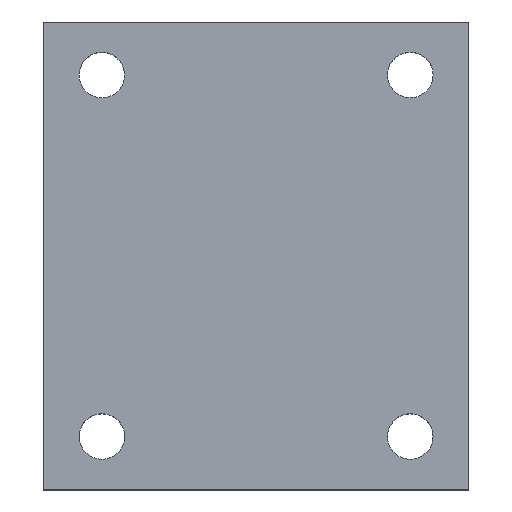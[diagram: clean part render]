
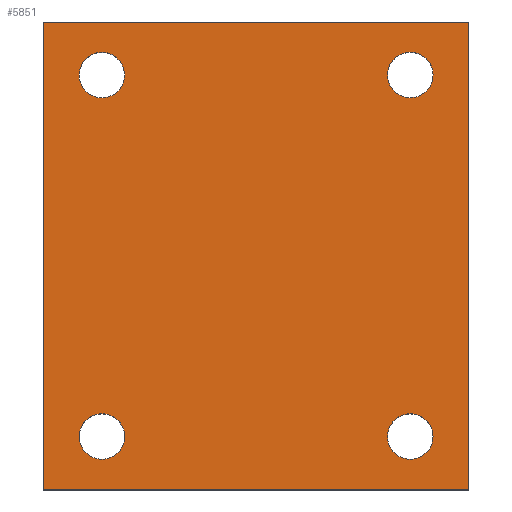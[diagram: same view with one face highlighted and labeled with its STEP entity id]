
A CAD part, top view. The second image highlights one B-rep face of the part: STEP entity #5851.
In plain terms, the highlighted planar face has unit normal (0, 0, 1).
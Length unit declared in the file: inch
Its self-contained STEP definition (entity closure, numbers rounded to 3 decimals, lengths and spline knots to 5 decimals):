
#44=CIRCLE('',#6114,0.134);
#47=CIRCLE('',#6118,0.134);
#50=CIRCLE('',#6122,0.134);
#53=CIRCLE('',#6126,0.134);
#308=FACE_BOUND('',#953,.T.);
#309=FACE_BOUND('',#954,.T.);
#310=FACE_BOUND('',#955,.T.);
#311=FACE_BOUND('',#956,.T.);
#615=FACE_OUTER_BOUND('',#952,.T.);
#952=EDGE_LOOP('',(#5318,#5319,#5320,#5321));
#953=EDGE_LOOP('',(#5322));
#954=EDGE_LOOP('',(#5323));
#955=EDGE_LOOP('',(#5324));
#956=EDGE_LOOP('',(#5325));
#1591=LINE('',#10074,#2246);
#1604=LINE('',#10175,#2259);
#1607=LINE('',#10181,#2262);
#1610=LINE('',#10186,#2265);
#2246=VECTOR('',#7181,2.5);
#2259=VECTOR('',#7300,2.75);
#2262=VECTOR('',#7305,2.5);
#2265=VECTOR('',#7310,2.75);
#2787=VERTEX_POINT('',#10072);
#2788=VERTEX_POINT('',#10073);
#2811=VERTEX_POINT('',#10142);
#2814=VERTEX_POINT('',#10150);
#2817=VERTEX_POINT('',#10158);
#2820=VERTEX_POINT('',#10166);
#2823=VERTEX_POINT('',#10174);
#2825=VERTEX_POINT('',#10180);
#3607=EDGE_CURVE('',#2787,#2788,#1591,.T.);
#3636=EDGE_CURVE('',#2811,#2811,#44,.T.);
#3640=EDGE_CURVE('',#2814,#2814,#47,.T.);
#3644=EDGE_CURVE('',#2817,#2817,#50,.T.);
#3648=EDGE_CURVE('',#2820,#2820,#53,.T.);
#3652=EDGE_CURVE('',#2788,#2823,#1604,.T.);
#3655=EDGE_CURVE('',#2823,#2825,#1607,.T.);
#3658=EDGE_CURVE('',#2825,#2787,#1610,.T.);
#5318=ORIENTED_EDGE('',*,*,#3652,.F.);
#5319=ORIENTED_EDGE('',*,*,#3607,.F.);
#5320=ORIENTED_EDGE('',*,*,#3658,.F.);
#5321=ORIENTED_EDGE('',*,*,#3655,.F.);
#5322=ORIENTED_EDGE('',*,*,#3636,.T.);
#5323=ORIENTED_EDGE('',*,*,#3640,.T.);
#5324=ORIENTED_EDGE('',*,*,#3644,.T.);
#5325=ORIENTED_EDGE('',*,*,#3648,.T.);
#5547=PLANE('',#6134);
#5851=ADVANCED_FACE('',(#615,#308,#309,#310,#311),#5547,.T.);
#6114=AXIS2_PLACEMENT_3D('',#10143,#7264,#7265);
#6118=AXIS2_PLACEMENT_3D('',#10151,#7273,#7274);
#6122=AXIS2_PLACEMENT_3D('',#10159,#7282,#7283);
#6126=AXIS2_PLACEMENT_3D('',#10167,#7291,#7292);
#6134=AXIS2_PLACEMENT_3D('',#10190,#7316,#7317);
#7181=DIRECTION('',(-1.,0.,0.));
#7264=DIRECTION('center_axis',(0.,0.,-1.));
#7265=DIRECTION('ref_axis',(1.,0.,0.));
#7273=DIRECTION('center_axis',(0.,0.,-1.));
#7274=DIRECTION('ref_axis',(1.,0.,0.));
#7282=DIRECTION('center_axis',(0.,0.,-1.));
#7283=DIRECTION('ref_axis',(1.,0.,0.));
#7291=DIRECTION('center_axis',(0.,0.,-1.));
#7292=DIRECTION('ref_axis',(1.,0.,0.));
#7300=DIRECTION('',(0.,1.,0.));
#7305=DIRECTION('',(1.,0.,0.));
#7310=DIRECTION('',(0.,-1.,0.));
#7316=DIRECTION('center_axis',(0.,0.,1.));
#7317=DIRECTION('ref_axis',(1.,0.,0.));
#10072=CARTESIAN_POINT('',(2.5,0.,0.75));
#10073=CARTESIAN_POINT('',(0.,0.,0.75));
#10074=CARTESIAN_POINT('',(2.5,0.,0.75));
#10142=CARTESIAN_POINT('',(0.2105,0.313,0.75));
#10143=CARTESIAN_POINT('Origin',(0.3445,0.313,0.75));
#10150=CARTESIAN_POINT('',(2.023,0.313,0.75));
#10151=CARTESIAN_POINT('Origin',(2.157,0.313,0.75));
#10158=CARTESIAN_POINT('',(2.023,2.4385,0.75));
#10159=CARTESIAN_POINT('Origin',(2.157,2.4385,0.75));
#10166=CARTESIAN_POINT('',(0.21,2.438,0.75));
#10167=CARTESIAN_POINT('Origin',(0.344,2.438,0.75));
#10174=CARTESIAN_POINT('',(0.,2.75,0.75));
#10175=CARTESIAN_POINT('',(0.,0.,0.75));
#10180=CARTESIAN_POINT('',(2.5,2.75,0.75));
#10181=CARTESIAN_POINT('',(0.,2.75,0.75));
#10186=CARTESIAN_POINT('',(2.5,2.75,0.75));
#10190=CARTESIAN_POINT('Origin',(1.25,1.375,0.75));
